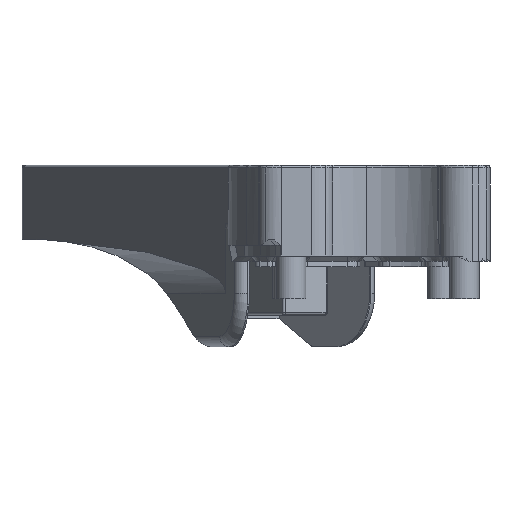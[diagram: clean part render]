
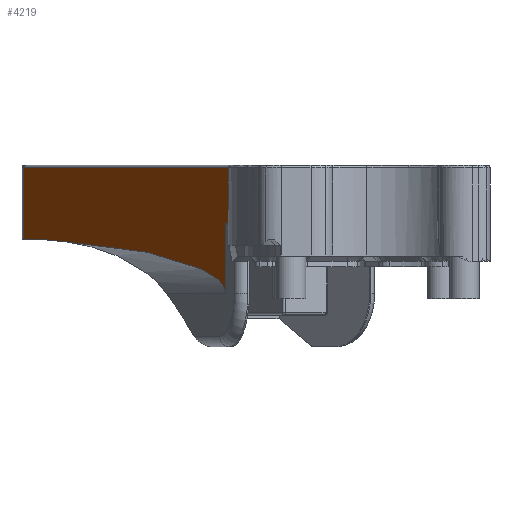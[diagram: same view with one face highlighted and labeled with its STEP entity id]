
A CAD part, left-side view. The second image highlights one B-rep face of the part: STEP entity #4219.
In plain terms, the highlighted planar face has unit normal (-0.446, 0.895, 0).
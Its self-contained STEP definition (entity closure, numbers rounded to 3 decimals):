
#160 = EDGE_CURVE ( 'NONE', #8138, #7709, #283, .T. ) ;
#283 = B_SPLINE_CURVE_WITH_KNOTS ( 'NONE', 3,
 ( #10840, #6464, #13069, #934 ),
 .UNSPECIFIED., .F., .F.,
 ( 4, 4 ),
 ( 0., 0. ),
 .UNSPECIFIED. ) ;
#872 = CARTESIAN_POINT ( 'NONE',  ( -100.825, -172.568, 225.881 ) ) ;
#934 = CARTESIAN_POINT ( 'NONE',  ( -173.823, -208.945, 226.687 ) ) ;
#985 = VERTEX_POINT ( 'NONE', #12024 ) ;
#1063 = CARTESIAN_POINT ( 'NONE',  ( -163.122, -203.612, 215.998 ) ) ;
#1132 = EDGE_CURVE ( 'NONE', #9466, #7326, #9904, .T. ) ;
#1163 = CARTESIAN_POINT ( 'NONE',  ( -163.122, -203.612, 222.998 ) ) ;
#1308 = CARTESIAN_POINT ( 'NONE',  ( -168.851, -206.467, 227.843 ) ) ;
#1472 = EDGE_CURVE ( 'NONE', #8893, #9466, #4100, .T. ) ;
#1497 = VECTOR ( 'NONE', #14087, 1000. ) ;
#1557 = ORIENTED_EDGE ( 'NONE', *, *, #160, .T. ) ;
#1928 = DIRECTION ( 'NONE',  ( -0.895, -0.446, 0. ) ) ;
#2079 = ORIENTED_EDGE ( 'NONE', *, *, #3878, .F. ) ;
#2261 = CARTESIAN_POINT ( 'NONE',  ( -170.295, -207.186, 227.725 ) ) ;
#2352 = VERTEX_POINT ( 'NONE', #9011 ) ;
#2400 = ORIENTED_EDGE ( 'NONE', *, *, #9764, .T. ) ;
#2609 = VECTOR ( 'NONE', #9925, 1000. ) ;
#2653 = CARTESIAN_POINT ( 'NONE',  ( -168.851, -206.467, 227.843 ) ) ;
#3189 = CARTESIAN_POINT ( 'NONE',  ( -173.553, -208.81, 226.819 ) ) ;
#3208 = CARTESIAN_POINT ( 'NONE',  ( -168.851, -206.467, 228.998 ) ) ;
#3250 = LINE ( 'NONE', #4245, #1497 ) ;
#3283 = VECTOR ( 'NONE', #5425, 1000. ) ;
#3404 = CARTESIAN_POINT ( 'NONE',  ( -87.31, -165.833, 225.998 ) ) ;
#3495 = VERTEX_POINT ( 'NONE', #13519 ) ;
#3528 = CARTESIAN_POINT ( 'NONE',  ( -87.31, -165.833, 239.498 ) ) ;
#3544 = CARTESIAN_POINT ( 'NONE',  ( -171.712, -207.892, 227.448 ) ) ;
#3669 = CARTESIAN_POINT ( 'NONE',  ( -174.44, -209.252, 225.998 ) ) ;
#3801 = EDGE_CURVE ( 'NONE', #7709, #13661, #3250, .T. ) ;
#3878 = EDGE_CURVE ( 'NONE', #3495, #7326, #7847, .T. ) ;
#3970 = ORIENTED_EDGE ( 'NONE', *, *, #3801, .T. ) ;
#4074 = EDGE_CURVE ( 'NONE', #6858, #8893, #9480, .T. ) ;
#4088 = DIRECTION ( 'NONE',  ( -0.446, 0.895, 0. ) ) ;
#4100 =( BOUNDED_CURVE ( )  B_SPLINE_CURVE ( 3, ( #6325, #11854, #872, #11335 ),
 .UNSPECIFIED., .F., .F. ) 
 B_SPLINE_CURVE_WITH_KNOTS ( ( 4, 4 ),
 ( 1.571, 1.655 ),
 .UNSPECIFIED. ) 
 CURVE ( )  GEOMETRIC_REPRESENTATION_ITEM ( )  RATIONAL_B_SPLINE_CURVE ( ( 1., 0.999, 0.999, 1. ) ) 
 REPRESENTATION_ITEM ( '' )  );
#4157 = ORIENTED_EDGE ( 'NONE', *, *, #8281, .T. ) ;
#4219 = ADVANCED_FACE ( 'NONE', ( #10612 ), #13916, .T. ) ;
#4245 = CARTESIAN_POINT ( 'NONE',  ( -173.823, -208.945, 239.998 ) ) ;
#4270 = CARTESIAN_POINT ( 'NONE',  ( -173.823, -208.945, 226.687 ) ) ;
#4383 = ORIENTED_EDGE ( 'NONE', *, *, #1132, .T. ) ;
#4526 = ORIENTED_EDGE ( 'NONE', *, *, #4922, .T. ) ;
#4782 = CARTESIAN_POINT ( 'NONE',  ( -173.102, -208.585, 227.01 ) ) ;
#4825 = CARTESIAN_POINT ( 'NONE',  ( -103.329, -173.816, 225.645 ) ) ;
#4843 = LINE ( 'NONE', #11597, #10664 ) ;
#4922 = EDGE_CURVE ( 'NONE', #5807, #6858, #11151, .T. ) ;
#5231 = VECTOR ( 'NONE', #12219, 1000. ) ;
#5328 = B_SPLINE_CURVE_WITH_KNOTS ( 'NONE', 3,
 ( #1308, #10147, #2261, #5544, #3544, #6763, #7921, #12161 ),
 .UNSPECIFIED., .F., .F.,
 ( 4, 2, 2, 4 ),
 ( 0., 0.002, 0.003, 0.004 ),
 .UNSPECIFIED. ) ;
#5425 = DIRECTION ( 'NONE',  ( 0., 0., -1. ) ) ;
#5529 = CARTESIAN_POINT ( 'NONE',  ( -174.44, -209.252, 239.498 ) ) ;
#5544 = CARTESIAN_POINT ( 'NONE',  ( -171.359, -207.717, 227.526 ) ) ;
#5807 = VERTEX_POINT ( 'NONE', #3528 ) ;
#5923 = VERTEX_POINT ( 'NONE', #2653 ) ;
#6325 = CARTESIAN_POINT ( 'NONE',  ( -95.803, -170.065, 225.998 ) ) ;
#6464 = CARTESIAN_POINT ( 'NONE',  ( -173.644, -208.855, 226.777 ) ) ;
#6515 = ORIENTED_EDGE ( 'NONE', *, *, #4074, .T. ) ;
#6763 = CARTESIAN_POINT ( 'NONE',  ( -172.412, -208.241, 227.258 ) ) ;
#6858 = VERTEX_POINT ( 'NONE', #12848 ) ;
#6964 = DIRECTION ( 'NONE',  ( -0.895, -0.446, 0. ) ) ;
#7234 = VECTOR ( 'NONE', #7987, 1000. ) ;
#7290 = CARTESIAN_POINT ( 'NONE',  ( -173.254, -208.661, 226.949 ) ) ;
#7320 = CARTESIAN_POINT ( 'NONE',  ( -174.44, -209.252, 225.998 ) ) ;
#7326 = VERTEX_POINT ( 'NONE', #1063 ) ;
#7465 = ORIENTED_EDGE ( 'NONE', *, *, #1472, .T. ) ;
#7709 = VERTEX_POINT ( 'NONE', #4270 ) ;
#7847 = LINE ( 'NONE', #1163, #7234 ) ;
#7921 = CARTESIAN_POINT ( 'NONE',  ( -172.76, -208.415, 227.148 ) ) ;
#7923 = CARTESIAN_POINT ( 'NONE',  ( -173.823, -208.945, 239.498 ) ) ;
#7987 = DIRECTION ( 'NONE',  ( 0., 0., -1. ) ) ;
#8138 = VERTEX_POINT ( 'NONE', #3189 ) ;
#8281 = EDGE_CURVE ( 'NONE', #5923, #2352, #5328, .T. ) ;
#8671 = LINE ( 'NONE', #3208, #3283 ) ;
#8746 = CARTESIAN_POINT ( 'NONE',  ( -95.803, -170.065, 225.998 ) ) ;
#8847 = LINE ( 'NONE', #5529, #2609 ) ;
#8868 = CARTESIAN_POINT ( 'NONE',  ( -103.329, -173.816, 225.645 ) ) ;
#8893 = VERTEX_POINT ( 'NONE', #8746 ) ;
#8942 = CARTESIAN_POINT ( 'NONE',  ( -163.122, -203.612, 220.686 ) ) ;
#8959 = EDGE_CURVE ( 'NONE', #985, #5923, #8671, .T. ) ;
#8968 = ORIENTED_EDGE ( 'NONE', *, *, #8959, .T. ) ;
#9011 = CARTESIAN_POINT ( 'NONE',  ( -173.102, -208.585, 227.01 ) ) ;
#9466 = VERTEX_POINT ( 'NONE', #4825 ) ;
#9480 = LINE ( 'NONE', #3669, #13418 ) ;
#9489 = B_SPLINE_CURVE_WITH_KNOTS ( 'NONE', 3,
 ( #4782, #7290, #11469, #11395 ),
 .UNSPECIFIED., .F., .F.,
 ( 4, 4 ),
 ( 0., 0.001 ),
 .UNSPECIFIED. ) ;
#9764 = EDGE_CURVE ( 'NONE', #13661, #5807, #8847, .T. ) ;
#9904 =( BOUNDED_CURVE ( )  B_SPLINE_CURVE ( 3, ( #8868, #12167, #8942, #12366 ),
 .UNSPECIFIED., .F., .T. ) 
 B_SPLINE_CURVE_WITH_KNOTS ( ( 4, 4 ),
 ( 4.979, 6.283 ),
 .UNSPECIFIED. ) 
 CURVE ( )  GEOMETRIC_REPRESENTATION_ITEM ( )  RATIONAL_B_SPLINE_CURVE ( ( 1., 0.863, 0.863, 1. ) ) 
 REPRESENTATION_ITEM ( '' )  );
#9925 = DIRECTION ( 'NONE',  ( 0.895, 0.446, 0. ) ) ;
#10147 = CARTESIAN_POINT ( 'NONE',  ( -169.575, -206.828, 227.808 ) ) ;
#10170 = EDGE_CURVE ( 'NONE', #2352, #8138, #9489, .T. ) ;
#10612 = FACE_OUTER_BOUND ( 'NONE', #11118, .T. ) ;
#10664 = VECTOR ( 'NONE', #13739, 1000. ) ;
#10840 = CARTESIAN_POINT ( 'NONE',  ( -173.553, -208.81, 226.819 ) ) ;
#11118 = EDGE_LOOP ( 'NONE', ( #3970, #2400, #4526, #6515, #7465, #4383, #2079, #11869, #8968, #4157, #13518, #1557 ) ) ;
#11151 = LINE ( 'NONE', #3404, #5231 ) ;
#11335 = CARTESIAN_POINT ( 'NONE',  ( -103.329, -173.816, 225.645 ) ) ;
#11395 = CARTESIAN_POINT ( 'NONE',  ( -173.553, -208.81, 226.819 ) ) ;
#11469 = CARTESIAN_POINT ( 'NONE',  ( -173.404, -208.736, 226.886 ) ) ;
#11597 = CARTESIAN_POINT ( 'NONE',  ( -169.279, -206.68, 228.998 ) ) ;
#11854 = CARTESIAN_POINT ( 'NONE',  ( -98.315, -171.317, 225.998 ) ) ;
#11869 = ORIENTED_EDGE ( 'NONE', *, *, #13441, .T. ) ;
#11992 = AXIS2_PLACEMENT_3D ( 'NONE', #7320, #4088, #1928 ) ;
#12024 = CARTESIAN_POINT ( 'NONE',  ( -168.851, -206.467, 228.998 ) ) ;
#12161 = CARTESIAN_POINT ( 'NONE',  ( -173.102, -208.585, 227.01 ) ) ;
#12167 = CARTESIAN_POINT ( 'NONE',  ( -140.032, -192.106, 224.411 ) ) ;
#12219 = DIRECTION ( 'NONE',  ( 0., 0., -1. ) ) ;
#12366 = CARTESIAN_POINT ( 'NONE',  ( -163.122, -203.612, 215.998 ) ) ;
#12848 = CARTESIAN_POINT ( 'NONE',  ( -87.31, -165.833, 225.998 ) ) ;
#13069 = CARTESIAN_POINT ( 'NONE',  ( -173.734, -208.9, 226.734 ) ) ;
#13418 = VECTOR ( 'NONE', #6964, 1000. ) ;
#13441 = EDGE_CURVE ( 'NONE', #3495, #985, #4843, .T. ) ;
#13518 = ORIENTED_EDGE ( 'NONE', *, *, #10170, .T. ) ;
#13519 = CARTESIAN_POINT ( 'NONE',  ( -163.122, -203.612, 228.998 ) ) ;
#13661 = VERTEX_POINT ( 'NONE', #7923 ) ;
#13739 = DIRECTION ( 'NONE',  ( -0.895, -0.446, 0. ) ) ;
#13916 = PLANE ( 'NONE',  #11992 ) ;
#14087 = DIRECTION ( 'NONE',  ( 0., 0., 1. ) ) ;
